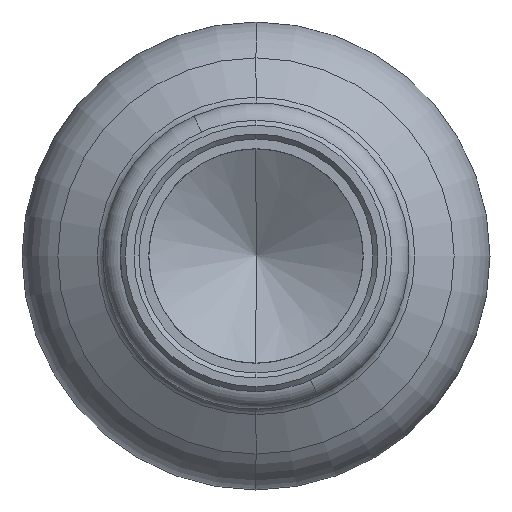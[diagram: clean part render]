
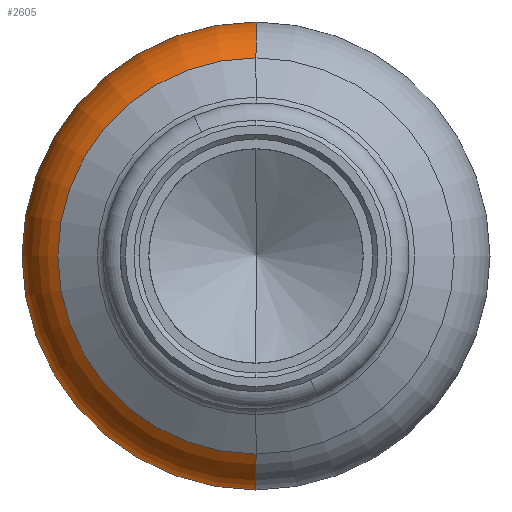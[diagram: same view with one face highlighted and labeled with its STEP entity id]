
A CAD part, left-side view. The second image highlights one B-rep face of the part: STEP entity #2605.
In plain terms, the highlighted toroidal (fillet/blend) face has major radius 12.7 mm and minor radius 6.35 mm.
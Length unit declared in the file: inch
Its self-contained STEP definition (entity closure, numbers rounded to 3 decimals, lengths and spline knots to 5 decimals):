
#637 = CIRCLE ( 'NONE', #8000, 0.25 ) ;
#1129 = DIRECTION ( 'NONE',  ( -1., 0., 0. ) ) ;
#1289 = CARTESIAN_POINT ( 'NONE',  ( 0.21042, 0., -0.635 ) ) ;
#1502 = AXIS2_PLACEMENT_3D ( 'NONE', #5404, #1129, #6129 ) ;
#1507 = EDGE_CURVE ( 'NONE', #7531, #8872, #637, .T. ) ;
#1589 = CIRCLE ( 'NONE', #8717, 0.635 ) ;
#2289 = TOROIDAL_SURFACE ( 'NONE', #4710, 0.5, 0.25 ) ;
#2552 = CIRCLE ( 'NONE', #1502, 0.635 ) ;
#2605 = ADVANCED_FACE ( 'NONE', ( #3868 ), #2289, .T. ) ;
#2710 = CARTESIAN_POINT ( 'NONE',  ( 0., 0., 0.5 ) ) ;
#2788 = ORIENTED_EDGE ( 'NONE', *, *, #4588, .T. ) ;
#3230 = EDGE_LOOP ( 'NONE', ( #2788, #8532, #4112, #7686 ) ) ;
#3315 = CARTESIAN_POINT ( 'NONE',  ( 0.21042, 0., 0. ) ) ;
#3438 = DIRECTION ( 'NONE',  ( 0., 0., -1. ) ) ;
#3601 = EDGE_CURVE ( 'NONE', #5011, #6244, #6515, .T. ) ;
#3868 = FACE_OUTER_BOUND ( 'NONE', #3230, .T. ) ;
#4029 = DIRECTION ( 'NONE',  ( 0., 0., 1. ) ) ;
#4112 = ORIENTED_EDGE ( 'NONE', *, *, #8513, .F. ) ;
#4259 = CARTESIAN_POINT ( 'NONE',  ( 0., 0., -0.5 ) ) ;
#4502 = CARTESIAN_POINT ( 'NONE',  ( 0., 0., 0. ) ) ;
#4564 = DIRECTION ( 'NONE',  ( 0., 0., 1. ) ) ;
#4588 = EDGE_CURVE ( 'NONE', #7531, #5011, #1589, .T. ) ;
#4640 = CARTESIAN_POINT ( 'NONE',  ( 0.21042, 0., 0.635 ) ) ;
#4710 = AXIS2_PLACEMENT_3D ( 'NONE', #4502, #8829, #4564 ) ;
#4966 = DIRECTION ( 'NONE',  ( 0., 0., 1. ) ) ;
#5011 = VERTEX_POINT ( 'NONE', #1289 ) ;
#5060 = CARTESIAN_POINT ( 'NONE',  ( -0.21042, 0., 0.635 ) ) ;
#5404 = CARTESIAN_POINT ( 'NONE',  ( -0.21042, 0., 0. ) ) ;
#5812 = AXIS2_PLACEMENT_3D ( 'NONE', #4259, #9250, #4966 ) ;
#6129 = DIRECTION ( 'NONE',  ( 0., 0., 1. ) ) ;
#6244 = VERTEX_POINT ( 'NONE', #8239 ) ;
#6515 = CIRCLE ( 'NONE', #5812, 0.25 ) ;
#7531 = VERTEX_POINT ( 'NONE', #4640 ) ;
#7675 = DIRECTION ( 'NONE',  ( 0., -1., 0. ) ) ;
#7686 = ORIENTED_EDGE ( 'NONE', *, *, #1507, .F. ) ;
#8000 = AXIS2_PLACEMENT_3D ( 'NONE', #2710, #7675, #3438 ) ;
#8239 = CARTESIAN_POINT ( 'NONE',  ( -0.21042, 0., -0.635 ) ) ;
#8242 = DIRECTION ( 'NONE',  ( -1., 0., 0. ) ) ;
#8513 = EDGE_CURVE ( 'NONE', #8872, #6244, #2552, .T. ) ;
#8532 = ORIENTED_EDGE ( 'NONE', *, *, #3601, .T. ) ;
#8717 = AXIS2_PLACEMENT_3D ( 'NONE', #3315, #8242, #4029 ) ;
#8829 = DIRECTION ( 'NONE',  ( -1., 0., 0. ) ) ;
#8872 = VERTEX_POINT ( 'NONE', #5060 ) ;
#9250 = DIRECTION ( 'NONE',  ( 0., 1., 0. ) ) ;
